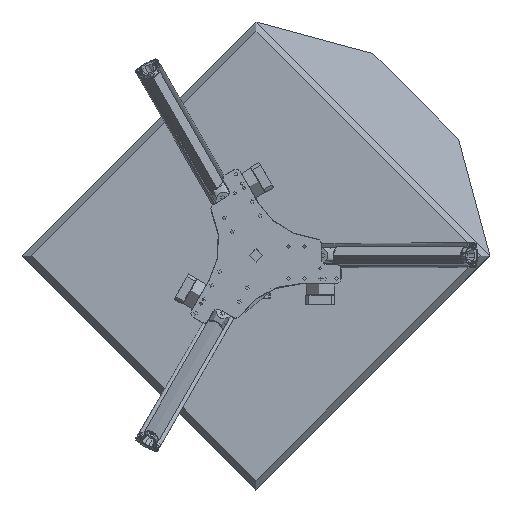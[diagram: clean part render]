
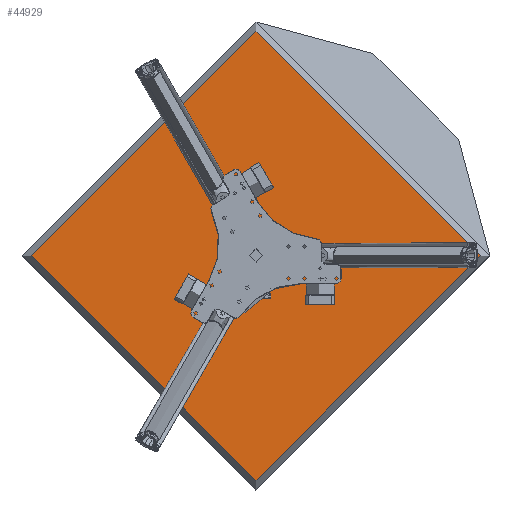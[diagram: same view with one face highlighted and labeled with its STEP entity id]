
A CAD part, top view. The second image highlights one B-rep face of the part: STEP entity #44929.
In plain terms, the highlighted face is planar.
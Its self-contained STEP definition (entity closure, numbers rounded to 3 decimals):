
#3639=PLANE('',#48267);
#12130=FACE_OUTER_BOUND('',#14936,.T.);
#14936=EDGE_LOOP('',(#31636));
#18264=CIRCLE('',#48266,1150.);
#20748=VERTEX_POINT('',#66417);
#24990=EDGE_CURVE('',#20748,#20748,#18264,.T.);
#31636=ORIENTED_EDGE('',*,*,#24990,.T.);
#44929=ADVANCED_FACE('',(#12130),#3639,.T.);
#48266=AXIS2_PLACEMENT_3D('',#66418,#53288,#53289);
#48267=AXIS2_PLACEMENT_3D('',#66420,#53291,#53292);
#53288=DIRECTION('center_axis',(0.,0.,-1.));
#53289=DIRECTION('ref_axis',(0.,-1.,0.));
#53291=DIRECTION('center_axis',(0.,0.,-1.));
#53292=DIRECTION('ref_axis',(-1.,0.,0.));
#66417=CARTESIAN_POINT('',(0.,1150.,0.));
#66418=CARTESIAN_POINT('Origin',(0.,0.,0.));
#66420=CARTESIAN_POINT('Origin',(0.,-575.,0.));
